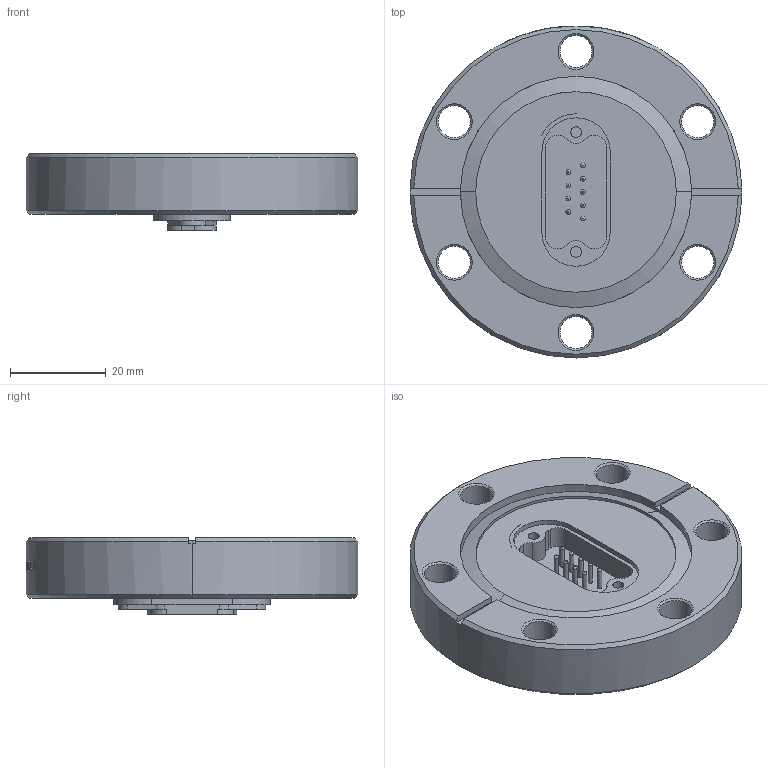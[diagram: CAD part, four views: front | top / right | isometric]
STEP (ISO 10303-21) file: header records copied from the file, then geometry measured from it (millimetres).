
FILE_DESCRIPTION(/* description */ ('Alibre Inc.'),/* implementation_level */ '2;1');
FILE_NAME(/* name */ 'export0',/* time_stamp */ '2009-06-10T13:11:34-07:00',/* author */ (''),/* organization */ (''),/* preprocessor_version */ 'ST-DEVELOPER v10',/* originating_system */ 'Alibre',/* authorisation */ '');
FILE_SCHEMA (('CONFIG_CONTROL_DESIGN'));
Length unit declared in the file: centimetre
Products named in the file (1): ID_1
Bounding box: 69.34 x 69.34 x 16 mm (x, y, z)
Volume: 41140.9 mm3; surface area: 13256.3 mm2
Topology: 1 solids, 1 shells, 462 faces, 1190 edges, 784 vertices
Faces by surface type: plane 174, bspline 140, cylinder 99, cone 30, torus 18, sphere 1
Full cylindrical faces by diameter (mm): 0.94 x18, 2.261 x4
Entity records: 38109 total; most frequent: CARTESIAN_POINT 28388, ORIENTED_EDGE 2260, DIRECTION 1371, EDGE_CURVE 1130, VERTEX_POINT 764, AXIS2_PLACEMENT_3D 615, EDGE_LOOP 570, FACE_BOUND 570
